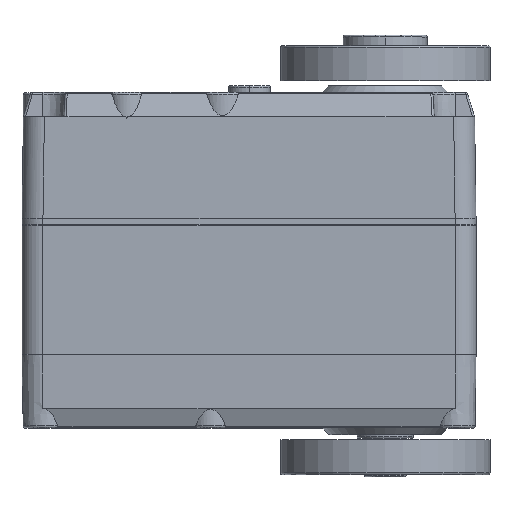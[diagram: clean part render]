
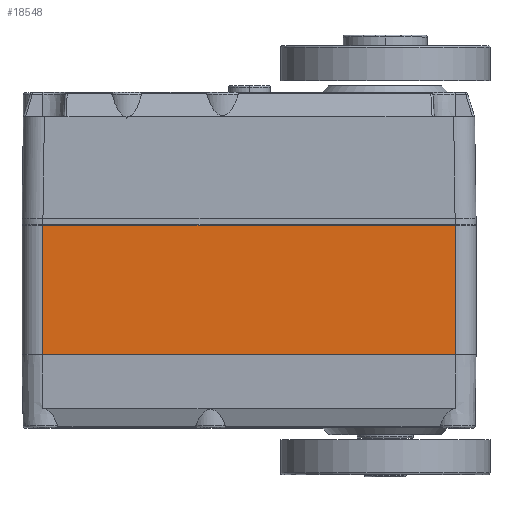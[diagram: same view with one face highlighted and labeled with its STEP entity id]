
A CAD part, top view. The second image highlights one B-rep face of the part: STEP entity #18548.
In plain terms, the highlighted planar face has unit normal (0, 0, 1).
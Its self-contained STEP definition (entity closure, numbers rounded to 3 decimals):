
#17565=DIRECTION('',(1.,0.,0.));
#17566=VECTOR('',#17565,59.);
#17567=CARTESIAN_POINT('',(-29.5,-21.,15.));
#17568=LINE('',#17567,#17566);
#17646=DIRECTION('',(1.,0.,0.));
#17647=VECTOR('',#17646,59.);
#17648=CARTESIAN_POINT('',(-29.5,-2.5,15.));
#17649=LINE('',#17648,#17647);
#17711=DIRECTION('',(0.,-1.,0.));
#17712=VECTOR('',#17711,18.5);
#17713=CARTESIAN_POINT('',(-29.5,-2.5,15.));
#17714=LINE('',#17713,#17712);
#17715=DIRECTION('',(0.,-1.,0.));
#17716=VECTOR('',#17715,18.5);
#17717=CARTESIAN_POINT('',(29.5,-2.5,15.));
#17718=LINE('',#17717,#17716);
#18186=CARTESIAN_POINT('',(-29.5,-2.5,15.));
#18188=VERTEX_POINT('',#18186);
#18189=CARTESIAN_POINT('',(29.5,-2.5,15.));
#18191=VERTEX_POINT('',#18189);
#18193=CARTESIAN_POINT('',(-29.5,-21.,15.));
#18195=VERTEX_POINT('',#18193);
#18198=CARTESIAN_POINT('',(29.5,-21.,15.));
#18200=VERTEX_POINT('',#18198);
#18537=CARTESIAN_POINT('',(-32.5,-31.,15.));
#18538=DIRECTION('',(0.,0.,1.));
#18539=DIRECTION('',(1.,0.,0.));
#18540=AXIS2_PLACEMENT_3D('',#18537,#18538,#18539);
#18541=PLANE('',#18540);
#18542=ORIENTED_EDGE('',*,*,#18441,.F.);
#18543=ORIENTED_EDGE('',*,*,#18460,.T.);
#18544=ORIENTED_EDGE('',*,*,#18530,.T.);
#18545=ORIENTED_EDGE('',*,*,#18401,.F.);
#18546=EDGE_LOOP('',(#18542,#18543,#18544,#18545));
#18547=FACE_OUTER_BOUND('',#18546,.F.);
#18548=ADVANCED_FACE('',(#18547),#18541,.T.);
#18401=EDGE_CURVE('',#18195,#18200,#17568,.T.);
#18441=EDGE_CURVE('',#18188,#18195,#17714,.T.);
#18460=EDGE_CURVE('',#18188,#18191,#17649,.T.);
#18530=EDGE_CURVE('',#18191,#18200,#17718,.T.);
